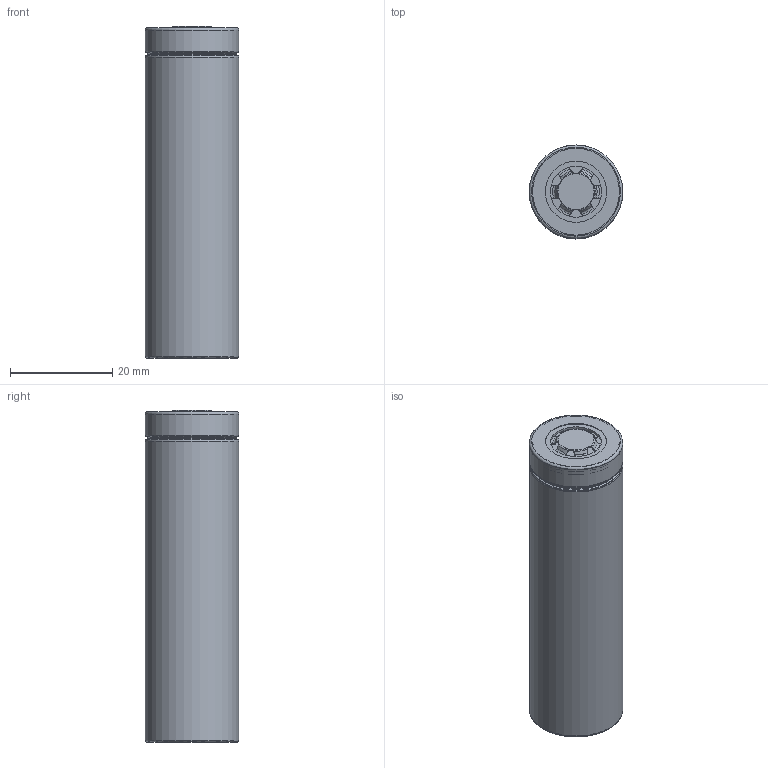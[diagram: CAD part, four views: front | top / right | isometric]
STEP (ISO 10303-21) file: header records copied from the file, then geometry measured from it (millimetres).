
FILE_DESCRIPTION(/* description */ (''),/* implementation_level */ '2;1');
FILE_NAME(/* name */ '${GLOWINGKITTYPARTS}/18650_battery.step',/* time_stamp */ '2022-04-17T14:34:57+02:00',/* author */ (''),/* organization */ (''),/* preprocessor_version */ 'ST-DEVELOPER v18.1',/* originating_system */ 'Autodesk Translation Framework v10.14.0.1471',/* authorisation */ '');
FILE_SCHEMA (('AUTOMOTIVE_DESIGN { 1 0 10303 214 3 1 1 }'));
Length unit declared in the file: millimetre
Products named in the file (1): PANASONIC_NCR-18650B
Bounding box: 18.3 x 18.3 x 65 mm (x, y, z)
Volume: 16859.7 mm3; surface area: 13427.2 mm2
Topology: 5 solids, 5 shells, 112 faces, 303 edges, 197 vertices
Faces by surface type: torus 35, plane 30, cylinder 29, cone 16, bspline 2
Full cylindrical faces by diameter (mm): 10 x1, 12 x2, 17 x3, 17.003 x1, 17.3 x1, 17.6 x1, 18 x6, 18.3 x2
Entity records: 4099 total; most frequent: CARTESIAN_POINT 1274, ORIENTED_EDGE 606, DIRECTION 569, EDGE_CURVE 303, AXIS2_PLACEMENT_3D 250, VERTEX_POINT 197, CIRCLE 136, EDGE_LOOP 124
